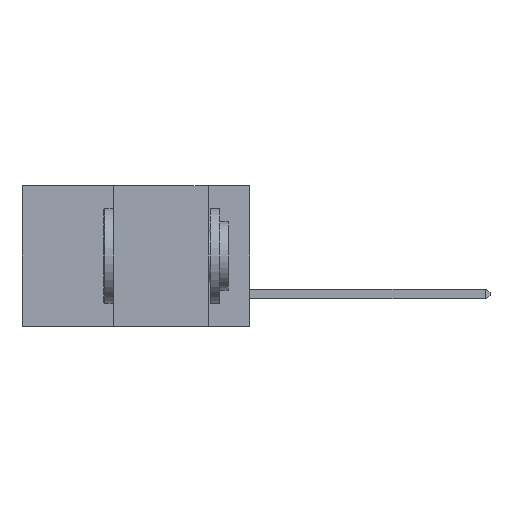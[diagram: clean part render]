
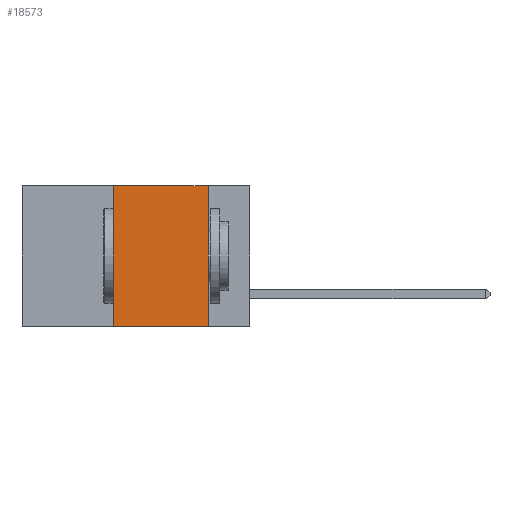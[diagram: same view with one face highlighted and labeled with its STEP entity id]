
A CAD part, left-side view. The second image highlights one B-rep face of the part: STEP entity #18573.
In plain terms, the highlighted planar face has unit normal (-1, 0, 0).
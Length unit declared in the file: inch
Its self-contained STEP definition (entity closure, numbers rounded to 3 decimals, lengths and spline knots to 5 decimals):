
#332 = CARTESIAN_POINT ( 'NONE',  ( 0., 0.11, 0. ) ) ;
#618 = VECTOR ( 'NONE', #7427, 39.37008 ) ;
#1676 = EDGE_CURVE ( 'NONE', #20638, #2947, #9241, .T. ) ;
#2947 = VERTEX_POINT ( 'NONE', #332 ) ;
#3474 = VECTOR ( 'NONE', #9434, 39.37008 ) ;
#3641 = ORIENTED_EDGE ( 'NONE', *, *, #19986, .F. ) ;
#4342 = CARTESIAN_POINT ( 'NONE',  ( 0., 0.11, -0.37 ) ) ;
#4577 = VECTOR ( 'NONE', #25730, 39.37008 ) ;
#6936 = VERTEX_POINT ( 'NONE', #22078 ) ;
#7427 = DIRECTION ( 'NONE',  ( 0., 0., -1. ) ) ;
#7925 = CARTESIAN_POINT ( 'NONE',  ( 0., 0.6, 0. ) ) ;
#8017 = DIRECTION ( 'NONE',  ( 0., 0., -1. ) ) ;
#8394 = CARTESIAN_POINT ( 'NONE',  ( 0., 0.6, -0.37 ) ) ;
#8717 = VECTOR ( 'NONE', #27314, 39.37008 ) ;
#9241 = LINE ( 'NONE', #9706, #3474 ) ;
#9434 = DIRECTION ( 'NONE',  ( 0., -1., 0. ) ) ;
#9706 = CARTESIAN_POINT ( 'NONE',  ( 0., 0.6, 0. ) ) ;
#9995 = CARTESIAN_POINT ( 'NONE',  ( 0., 0.36, 0. ) ) ;
#10019 = EDGE_CURVE ( 'NONE', #6936, #16423, #20030, .T. ) ;
#10548 = ORIENTED_EDGE ( 'NONE', *, *, #1676, .F. ) ;
#11446 = EDGE_CURVE ( 'NONE', #6936, #20638, #16017, .T. ) ;
#15297 = CARTESIAN_POINT ( 'NONE',  ( 0., 0.36, 0. ) ) ;
#15941 = CARTESIAN_POINT ( 'NONE',  ( 0., 0.11, 0. ) ) ;
#16017 = LINE ( 'NONE', #15297, #4577 ) ;
#16423 = VERTEX_POINT ( 'NONE', #4342 ) ;
#17133 = EDGE_LOOP ( 'NONE', ( #3641, #10548, #18962, #20852 ) ) ;
#18573 = ADVANCED_FACE ( 'NONE', ( #21139 ), #18625, .F. ) ;
#18625 = PLANE ( 'NONE',  #23650 ) ;
#18962 = ORIENTED_EDGE ( 'NONE', *, *, #11446, .F. ) ;
#19986 = EDGE_CURVE ( 'NONE', #2947, #16423, #24015, .T. ) ;
#20030 = LINE ( 'NONE', #8394, #8717 ) ;
#20638 = VERTEX_POINT ( 'NONE', #9995 ) ;
#20737 = DIRECTION ( 'NONE',  ( 1., 0., 0. ) ) ;
#20852 = ORIENTED_EDGE ( 'NONE', *, *, #10019, .T. ) ;
#21139 = FACE_OUTER_BOUND ( 'NONE', #17133, .T. ) ;
#22078 = CARTESIAN_POINT ( 'NONE',  ( 0., 0.36, -0.37 ) ) ;
#23650 = AXIS2_PLACEMENT_3D ( 'NONE', #7925, #20737, #8017 ) ;
#24015 = LINE ( 'NONE', #15941, #618 ) ;
#25730 = DIRECTION ( 'NONE',  ( 0., 0., 1. ) ) ;
#27314 = DIRECTION ( 'NONE',  ( 0., -1., 0. ) ) ;
